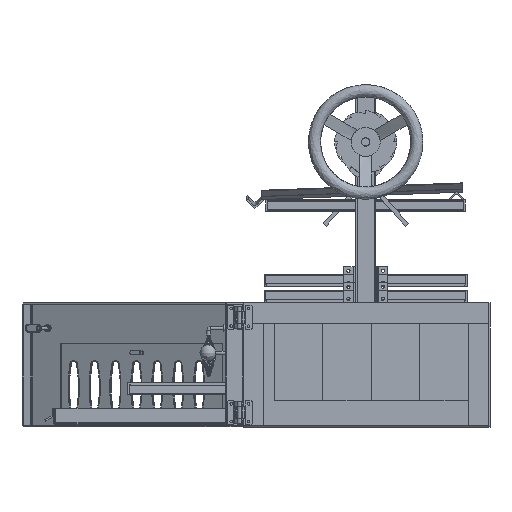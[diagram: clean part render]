
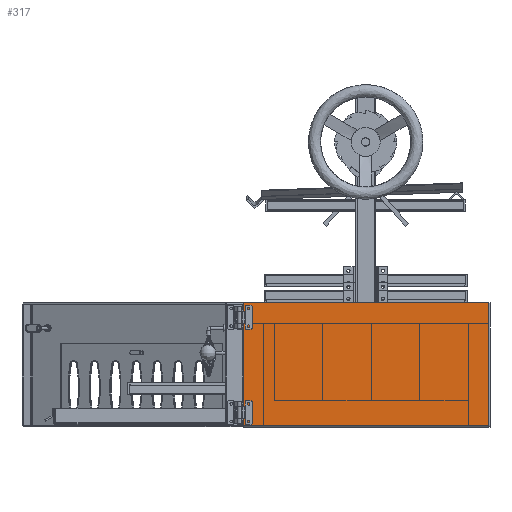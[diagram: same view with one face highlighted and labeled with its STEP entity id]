
A CAD part, left-side view. The second image highlights one B-rep face of the part: STEP entity #317.
In plain terms, the highlighted free-form (B-spline) face has degree [1, 1] with [2, 2] control points.
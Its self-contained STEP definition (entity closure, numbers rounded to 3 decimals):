
#24 = VERTEX_POINT('',#25);
#25 = CARTESIAN_POINT('',(-846.461,-285.723,
    352.486));
#38 = VERTEX_POINT('',#39);
#39 = CARTESIAN_POINT('',(-846.461,416.641,
    352.486));
#44 = EDGE_CURVE('',#38,#24,#45,.T.);
#45 = B_SPLINE_CURVE_WITH_KNOTS('',1,(#46,#47),.UNSPECIFIED.,.F.,.F.,(2,
    2),(0.,609.6),.PIECEWISE_BEZIER_KNOTS.);
#46 = CARTESIAN_POINT('',(-846.461,416.641,
    352.486));
#47 = CARTESIAN_POINT('',(-846.461,-285.723,
    352.486));
#82 = VERTEX_POINT('',#83);
#83 = CARTESIAN_POINT('',(-846.461,416.641,2.301
    ));
#89 = EDGE_CURVE('',#82,#38,#90,.T.);
#90 = B_SPLINE_CURVE_WITH_KNOTS('',1,(#91,#92),.UNSPECIFIED.,.F.,.F.,(2,
    2),(5.,308.934),.PIECEWISE_BEZIER_KNOTS.);
#91 = CARTESIAN_POINT('',(-846.461,416.641,2.301
    ));
#92 = CARTESIAN_POINT('',(-846.461,416.641,
    352.486));
#204 = EDGE_CURVE('',#205,#24,#207,.T.);
#205 = VERTEX_POINT('',#206);
#206 = CARTESIAN_POINT('',(-846.461,-285.723,
    2.301));
#207 = B_SPLINE_CURVE_WITH_KNOTS('',1,(#208,#209),.UNSPECIFIED.,.F.,.F.,
  (2,2),(5.,308.934),.PIECEWISE_BEZIER_KNOTS.);
#208 = CARTESIAN_POINT('',(-846.461,-285.723,
    2.301));
#209 = CARTESIAN_POINT('',(-846.461,-285.723,
    352.486));
#304 = EDGE_CURVE('',#82,#205,#305,.T.);
#305 = B_SPLINE_CURVE_WITH_KNOTS('',1,(#306,#307),.UNSPECIFIED.,.F.,.F.,
  (2,2),(0.,609.6),.PIECEWISE_BEZIER_KNOTS.);
#306 = CARTESIAN_POINT('',(-846.461,416.641,
    2.301));
#307 = CARTESIAN_POINT('',(-846.461,-285.723,
    2.301));
#317 = ADVANCED_FACE('',(#318),#324,.F.);
#318 = FACE_BOUND('',#319,.T.);
#319 = EDGE_LOOP('',(#320,#321,#322,#323));
#320 = ORIENTED_EDGE('',*,*,#204,.T.);
#321 = ORIENTED_EDGE('',*,*,#44,.F.);
#322 = ORIENTED_EDGE('',*,*,#89,.F.);
#323 = ORIENTED_EDGE('',*,*,#304,.T.);
#324 = B_SPLINE_SURFACE_WITH_KNOTS('',1,1,(
    (#325,#326)
    ,(#327,#328
    )),.UNSPECIFIED.,.F.,.F.,.F.,(2,2),(2,2),(-308.934,-5.),(
    -609.6,0.),.PIECEWISE_BEZIER_KNOTS.);
#325 = CARTESIAN_POINT('',(-846.461,-285.723,
    352.486));
#326 = CARTESIAN_POINT('',(-846.461,416.641,
    352.486));
#327 = CARTESIAN_POINT('',(-846.461,-285.723,
    2.301));
#328 = CARTESIAN_POINT('',(-846.461,416.641,
    2.301));
